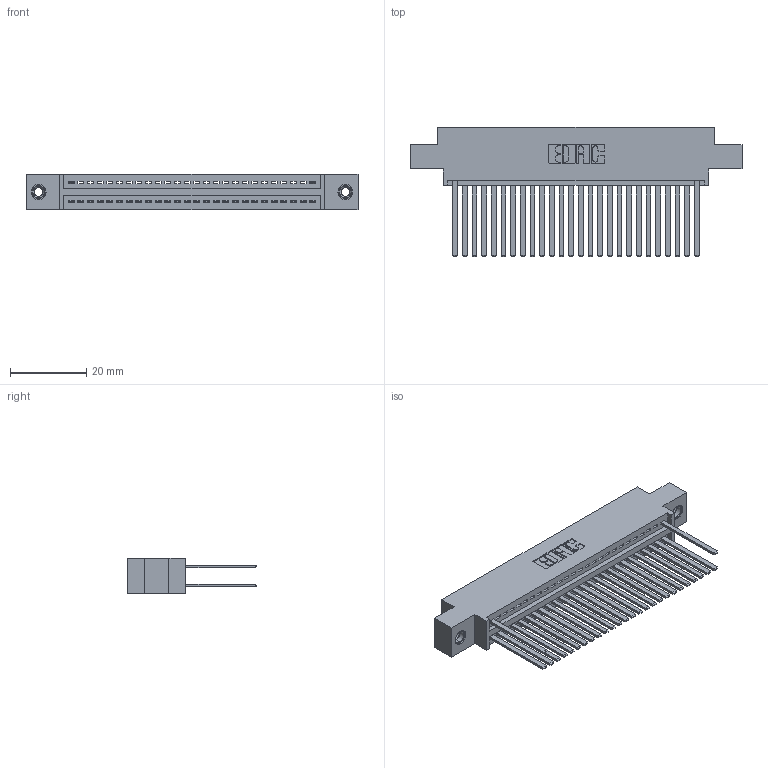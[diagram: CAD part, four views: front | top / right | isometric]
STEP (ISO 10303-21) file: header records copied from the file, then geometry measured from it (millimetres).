
FILE_DESCRIPTION (( 'STEP AP203' ), '1' );
FILE_NAME ('345-052-544-808.STEP', '2018-09-22T23:38:33', ( '' ), ( '' ), 'SwSTEP 2.0', 'SolidWorks 2016', '' );
FILE_SCHEMA (( 'CONFIG_CONTROL_DESIGN' ));
Length unit declared in the file: inch
Products named in the file (4): 345 Part_0.170 Offset - 0.156 Dia-TI; 345-292-001_345-293-144; 345-250-001_345-250-003-102; 345-052-544-808
Assembly tree (31 placements, depth 2):
  345-052-544-808
    345 Part_0.170 Offset - 0.156 Dia-TI
    345-292-001_345-293-144  x28
    345-250-001_345-250-003-102  x2
Bounding box: 87.25 x 33.96 x 9.4 mm (x, y, z)
Volume: 8383.2 mm3; surface area: 12163.9 mm2
Topology: 31 solids, 31 shells, 1614 faces, 4805 edges, 3158 vertices
Faces by surface type: plane 1096, cylinder 502, cone 12, torus 4
Entity records: 22920 total; most frequent: CARTESIAN_POINT 3943, ORIENTED_EDGE 3894, DIRECTION 3493, EDGE_CURVE 1947, LINE 1695, VECTOR 1695, VERTEX_POINT 1292, AXIS2_PLACEMENT_3D 899
